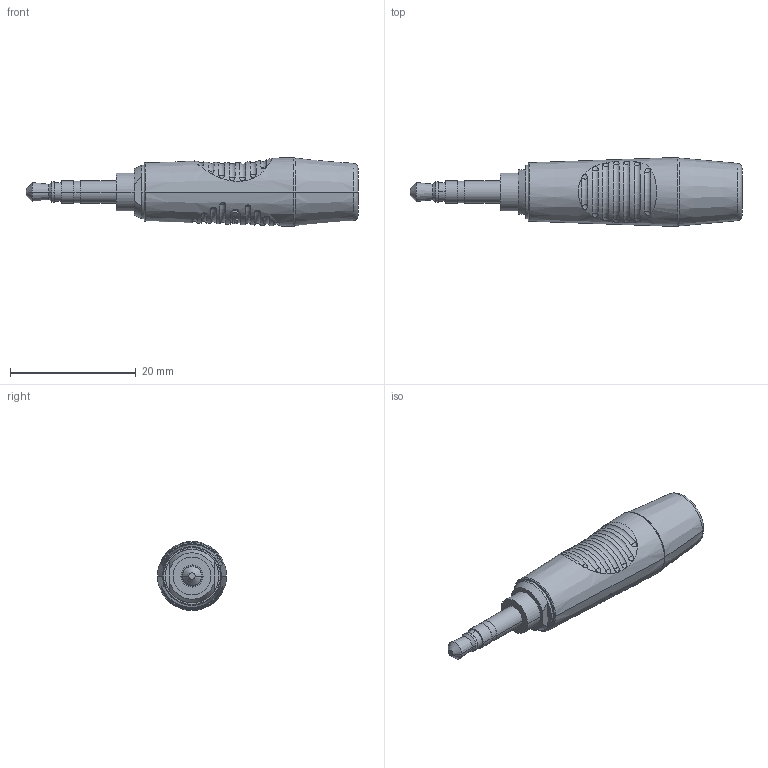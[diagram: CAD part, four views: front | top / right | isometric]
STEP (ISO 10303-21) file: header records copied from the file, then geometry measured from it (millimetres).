
FILE_DESCRIPTION((''),'2;1');
FILE_NAME('PRT0068','2021-03-17T',('zyj'),(''),'PRO/ENGINEER BY PARAMETRIC TECHNOLOGY CORPORATION, 2013040','PRO/ENGINEER BY PARAMETRIC TECHNOLOGY CORPORATION, 2013040','');
FILE_SCHEMA(('CONFIG_CONTROL_DESIGN','SHAPE_APPEARANCE_LAYERS_GROUPS'));
Length unit declared in the file: millimetre
Products named in the file (1): PRT0068
Bounding box: 52.8 x 10.99 x 10.99 mm (x, y, z)
Volume: 2538.5 mm3; surface area: 2469.8 mm2
Topology: 1 solids, 7 shells, 243 faces, 568 edges, 365 vertices
Faces by surface type: plane 76, cylinder 54, cone 42, torus 39, sphere 16, bspline 9, revolution 5, extrusion 2
Entity records: 11151 total; most frequent: CARTESIAN_POINT 3958, ORIENTED_EDGE 1132, DIRECTION 1101, PRESENTATION_STYLE_ASSIGNMENT 567, STYLED_ITEM 567, CURVE_STYLE 566, EDGE_CURVE 566, AXIS2_PLACEMENT_3D 474
